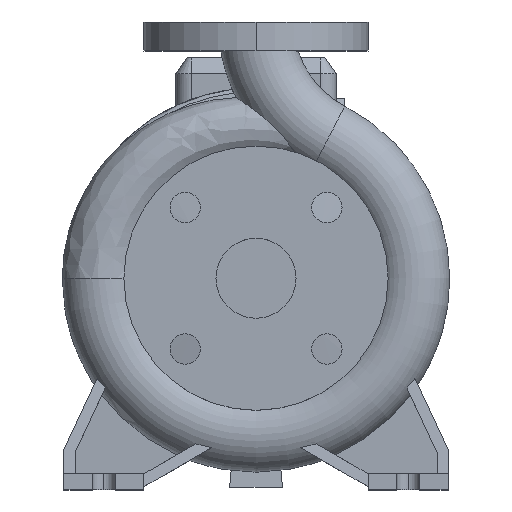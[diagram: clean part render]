
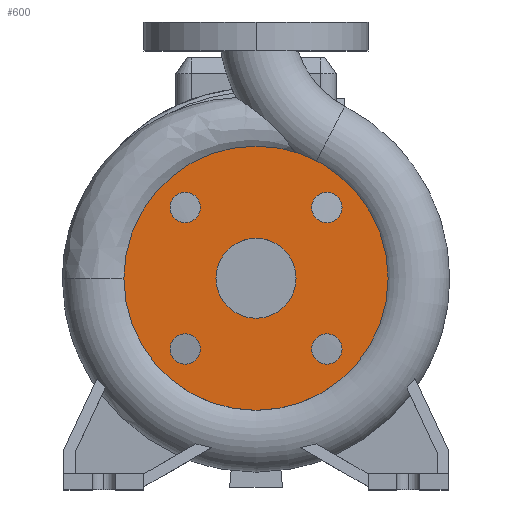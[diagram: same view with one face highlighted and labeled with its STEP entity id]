
A CAD part, top view. The second image highlights one B-rep face of the part: STEP entity #600.
In plain terms, the highlighted planar face has unit normal (0, 0, 1).
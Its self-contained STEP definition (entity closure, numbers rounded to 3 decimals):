
#145 = EDGE_CURVE ( 'NONE', #7225, #4615, #13547, .T. ) ;
#302 = EDGE_LOOP ( 'NONE', ( #2218, #1268 ) ) ;
#374 = CARTESIAN_POINT ( 'NONE',  ( -34.694, -44.194, 80. ) ) ;
#600 = ADVANCED_FACE ( 'NONE', ( #6100, #13275, #9074, #13480, #9275, #1938 ), #4088, .F. ) ;
#693 = ORIENTED_EDGE ( 'NONE', *, *, #4977, .F. ) ;
#771 = DIRECTION ( 'NONE',  ( 1., 0., 0. ) ) ;
#783 = CARTESIAN_POINT ( 'NONE',  ( -53.694, 44.194, 80. ) ) ;
#880 = ORIENTED_EDGE ( 'NONE', *, *, #12976, .F. ) ;
#952 = CARTESIAN_POINT ( 'NONE',  ( 34.694, -44.194, 80. ) ) ;
#1199 = AXIS2_PLACEMENT_3D ( 'NONE', #5220, #4184, #11563 ) ;
#1203 = CARTESIAN_POINT ( 'NONE',  ( -44.194, 44.194, 80. ) ) ;
#1268 = ORIENTED_EDGE ( 'NONE', *, *, #5044, .F. ) ;
#1413 = EDGE_LOOP ( 'NONE', ( #11369, #1535 ) ) ;
#1419 = VERTEX_POINT ( 'NONE', #10907 ) ;
#1489 = VERTEX_POINT ( 'NONE', #11247 ) ;
#1535 = ORIENTED_EDGE ( 'NONE', *, *, #145, .F. ) ;
#1754 = DIRECTION ( 'NONE',  ( 0., 0., 1. ) ) ;
#1854 = DIRECTION ( 'NONE',  ( 0., 0., 1. ) ) ;
#1938 = FACE_OUTER_BOUND ( 'NONE', #6275, .T. ) ;
#1946 = CIRCLE ( 'NONE', #11440, 9.5 ) ;
#2176 = CARTESIAN_POINT ( 'NONE',  ( 34.694, 44.194, 80. ) ) ;
#2218 = ORIENTED_EDGE ( 'NONE', *, *, #10442, .F. ) ;
#2758 = AXIS2_PLACEMENT_3D ( 'NONE', #7222, #13561, #4108 ) ;
#3207 = ORIENTED_EDGE ( 'NONE', *, *, #6456, .F. ) ;
#3256 = AXIS2_PLACEMENT_3D ( 'NONE', #10161, #1854, #8086 ) ;
#3306 = DIRECTION ( 'NONE',  ( 0., 0., 1. ) ) ;
#3398 = VERTEX_POINT ( 'NONE', #12247 ) ;
#3405 = CIRCLE ( 'NONE', #5839, 9.5 ) ;
#3598 = DIRECTION ( 'NONE',  ( 1., 0., 0. ) ) ;
#3871 = ORIENTED_EDGE ( 'NONE', *, *, #4571, .F. ) ;
#3953 = DIRECTION ( 'NONE',  ( 1., 0., 0. ) ) ;
#4088 = PLANE ( 'NONE',  #10041 ) ;
#4108 = DIRECTION ( 'NONE',  ( 1., 0., 0. ) ) ;
#4130 = VERTEX_POINT ( 'NONE', #7028 ) ;
#4136 = EDGE_LOOP ( 'NONE', ( #5038, #3207 ) ) ;
#4184 = DIRECTION ( 'NONE',  ( 0., 0., 1. ) ) ;
#4390 = DIRECTION ( 'NONE',  ( 1., 0., 0. ) ) ;
#4531 = CIRCLE ( 'NONE', #2758, 9.5 ) ;
#4571 = EDGE_CURVE ( 'NONE', #1489, #8214, #1946, .T. ) ;
#4608 = CARTESIAN_POINT ( 'NONE',  ( 44.194, 44.194, 80. ) ) ;
#4615 = VERTEX_POINT ( 'NONE', #374 ) ;
#4630 = CIRCLE ( 'NONE', #9049, 9.5 ) ;
#4977 = EDGE_CURVE ( 'NONE', #8214, #1489, #6829, .T. ) ;
#5012 = CARTESIAN_POINT ( 'NONE',  ( -53.694, -44.194, 80. ) ) ;
#5038 = ORIENTED_EDGE ( 'NONE', *, *, #12022, .F. ) ;
#5044 = EDGE_CURVE ( 'NONE', #9187, #8685, #12743, .T. ) ;
#5152 = ORIENTED_EDGE ( 'NONE', *, *, #13086, .F. ) ;
#5162 = CARTESIAN_POINT ( 'NONE',  ( 0., 0., 80. ) ) ;
#5220 = CARTESIAN_POINT ( 'NONE',  ( -44.194, -44.194, 80. ) ) ;
#5357 = DIRECTION ( 'NONE',  ( 0., 0., 1. ) ) ;
#5500 = AXIS2_PLACEMENT_3D ( 'NONE', #8170, #11338, #771 ) ;
#5822 = CARTESIAN_POINT ( 'NONE',  ( 53.694, -44.194, 80. ) ) ;
#5839 = AXIS2_PLACEMENT_3D ( 'NONE', #4608, #11027, #7781 ) ;
#5939 = CIRCLE ( 'NONE', #12330, 25. ) ;
#6100 = FACE_BOUND ( 'NONE', #302, .T. ) ;
#6109 = AXIS2_PLACEMENT_3D ( 'NONE', #5162, #8409, #10475 ) ;
#6172 = DIRECTION ( 'NONE',  ( 0., 0., -1. ) ) ;
#6216 = EDGE_LOOP ( 'NONE', ( #3871, #693 ) ) ;
#6275 = EDGE_LOOP ( 'NONE', ( #9266, #10615 ) ) ;
#6456 = EDGE_CURVE ( 'NONE', #13608, #4130, #5939, .T. ) ;
#6483 = EDGE_CURVE ( 'NONE', #3398, #10234, #7703, .T. ) ;
#6829 = CIRCLE ( 'NONE', #7897, 9.5 ) ;
#6848 = CARTESIAN_POINT ( 'NONE',  ( -44.194, 44.194, 80. ) ) ;
#7028 = CARTESIAN_POINT ( 'NONE',  ( 25., 0., 80. ) ) ;
#7088 = CARTESIAN_POINT ( 'NONE',  ( -44.194, -44.194, 80. ) ) ;
#7194 = EDGE_CURVE ( 'NONE', #4615, #7225, #4630, .T. ) ;
#7222 = CARTESIAN_POINT ( 'NONE',  ( 44.194, 44.194, 80. ) ) ;
#7225 = VERTEX_POINT ( 'NONE', #5012 ) ;
#7703 = CIRCLE ( 'NONE', #5500, 82.5 ) ;
#7781 = DIRECTION ( 'NONE',  ( 1., 0., 0. ) ) ;
#7842 = EDGE_CURVE ( 'NONE', #10234, #3398, #10152, .T. ) ;
#7897 = AXIS2_PLACEMENT_3D ( 'NONE', #6848, #11053, #3598 ) ;
#8086 = DIRECTION ( 'NONE',  ( 1., 0., 0. ) ) ;
#8170 = CARTESIAN_POINT ( 'NONE',  ( 0., 0., 80. ) ) ;
#8214 = VERTEX_POINT ( 'NONE', #783 ) ;
#8241 = DIRECTION ( 'NONE',  ( 0., 0., 1. ) ) ;
#8409 = DIRECTION ( 'NONE',  ( 0., 0., 1. ) ) ;
#8440 = DIRECTION ( 'NONE',  ( 1., 0., 0. ) ) ;
#8483 = EDGE_LOOP ( 'NONE', ( #5152, #880 ) ) ;
#8685 = VERTEX_POINT ( 'NONE', #5822 ) ;
#9049 = AXIS2_PLACEMENT_3D ( 'NONE', #7088, #1754, #10062 ) ;
#9074 = FACE_BOUND ( 'NONE', #6216, .T. ) ;
#9187 = VERTEX_POINT ( 'NONE', #952 ) ;
#9266 = ORIENTED_EDGE ( 'NONE', *, *, #6483, .T. ) ;
#9275 = FACE_BOUND ( 'NONE', #4136, .T. ) ;
#9328 = AXIS2_PLACEMENT_3D ( 'NONE', #9738, #3306, #12905 ) ;
#9488 = AXIS2_PLACEMENT_3D ( 'NONE', #9553, #8241, #3953 ) ;
#9553 = CARTESIAN_POINT ( 'NONE',  ( 0., 0., 80. ) ) ;
#9738 = CARTESIAN_POINT ( 'NONE',  ( 44.194, -44.194, 80. ) ) ;
#10041 = AXIS2_PLACEMENT_3D ( 'NONE', #11135, #6172, #10379 ) ;
#10062 = DIRECTION ( 'NONE',  ( 1., 0., 0. ) ) ;
#10152 = CIRCLE ( 'NONE', #9488, 82.5 ) ;
#10161 = CARTESIAN_POINT ( 'NONE',  ( 44.194, -44.194, 80. ) ) ;
#10234 = VERTEX_POINT ( 'NONE', #11325 ) ;
#10379 = DIRECTION ( 'NONE',  ( -1., 0., 0. ) ) ;
#10442 = EDGE_CURVE ( 'NONE', #8685, #9187, #12411, .T. ) ;
#10475 = DIRECTION ( 'NONE',  ( 1., 0., 0. ) ) ;
#10509 = DIRECTION ( 'NONE',  ( 0., 0., 1. ) ) ;
#10615 = ORIENTED_EDGE ( 'NONE', *, *, #7842, .T. ) ;
#10891 = VERTEX_POINT ( 'NONE', #2176 ) ;
#10907 = CARTESIAN_POINT ( 'NONE',  ( 53.694, 44.194, 80. ) ) ;
#11027 = DIRECTION ( 'NONE',  ( 0., 0., 1. ) ) ;
#11053 = DIRECTION ( 'NONE',  ( 0., 0., 1. ) ) ;
#11135 = CARTESIAN_POINT ( 'NONE',  ( 0., 82.5, 80. ) ) ;
#11247 = CARTESIAN_POINT ( 'NONE',  ( -34.694, 44.194, 80. ) ) ;
#11325 = CARTESIAN_POINT ( 'NONE',  ( -82.5, 0., 80. ) ) ;
#11338 = DIRECTION ( 'NONE',  ( 0., 0., 1. ) ) ;
#11369 = ORIENTED_EDGE ( 'NONE', *, *, #7194, .F. ) ;
#11440 = AXIS2_PLACEMENT_3D ( 'NONE', #1203, #5357, #4390 ) ;
#11563 = DIRECTION ( 'NONE',  ( 1., 0., 0. ) ) ;
#12022 = EDGE_CURVE ( 'NONE', #4130, #13608, #12061, .T. ) ;
#12061 = CIRCLE ( 'NONE', #6109, 25. ) ;
#12247 = CARTESIAN_POINT ( 'NONE',  ( 82.5, 0., 80. ) ) ;
#12330 = AXIS2_PLACEMENT_3D ( 'NONE', #13605, #10509, #8440 ) ;
#12411 = CIRCLE ( 'NONE', #9328, 9.5 ) ;
#12743 = CIRCLE ( 'NONE', #3256, 9.5 ) ;
#12861 = CARTESIAN_POINT ( 'NONE',  ( -25., 0., 80. ) ) ;
#12905 = DIRECTION ( 'NONE',  ( 1., 0., 0. ) ) ;
#12976 = EDGE_CURVE ( 'NONE', #10891, #1419, #3405, .T. ) ;
#13086 = EDGE_CURVE ( 'NONE', #1419, #10891, #4531, .T. ) ;
#13275 = FACE_BOUND ( 'NONE', #1413, .T. ) ;
#13480 = FACE_BOUND ( 'NONE', #8483, .T. ) ;
#13547 = CIRCLE ( 'NONE', #1199, 9.5 ) ;
#13561 = DIRECTION ( 'NONE',  ( 0., 0., 1. ) ) ;
#13605 = CARTESIAN_POINT ( 'NONE',  ( 0., 0., 80. ) ) ;
#13608 = VERTEX_POINT ( 'NONE', #12861 ) ;
